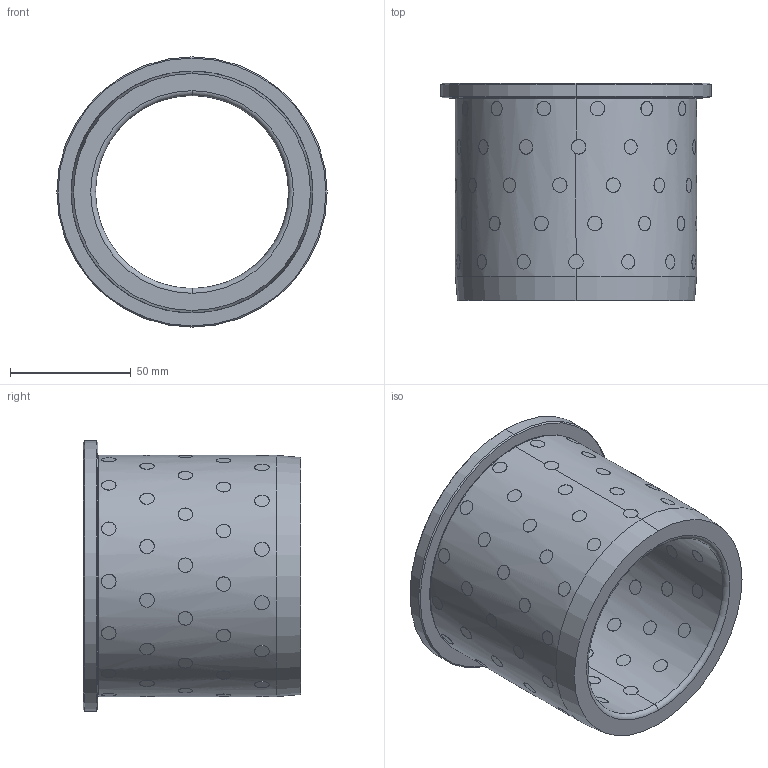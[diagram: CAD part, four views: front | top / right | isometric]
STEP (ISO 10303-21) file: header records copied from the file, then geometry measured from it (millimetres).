
FILE_DESCRIPTION (( 'STEP AP214' ), '1' );
FILE_NAME ('JUM-PAD-D80-L90.STEP', '2021-10-19T02:45:01', ( '' ), ( '' ), 'SwSTEP 2.0', 'SolidWorks 2016', '' );
FILE_SCHEMA (( 'AUTOMOTIVE_DESIGN' ));
Length unit declared in the file: millimetre
Products named in the file (75): JNM-PAD-D80-L90; ʯī-L10; JUM-PAD-D80-L90
Assembly tree (72 placements, depth 2):
  ʯī-L10
  ʯī-L10
  ʯī-L10
  ʯī-L10
  ʯī-L10
Bounding box: 112 x 90 x 112 mm (x, y, z)
Volume: 263579.1 mm3; surface area: 86117.3 mm2
Topology: 71 solids, 71 shells, 445 faces, 915 edges, 606 vertices
Faces by surface type: cylinder 288, plane 143, cone 10, torus 4
Entity records: 16002 total; most frequent: CARTESIAN_POINT 10042, ORIENTED_EDGE 1000, DIRECTION 734, EDGE_CURVE 500, VERTEX_POINT 328, EDGE_LOOP 304, B_SPLINE_CURVE_WITH_KNOTS 297, AXIS2_PLACEMENT_3D 283
